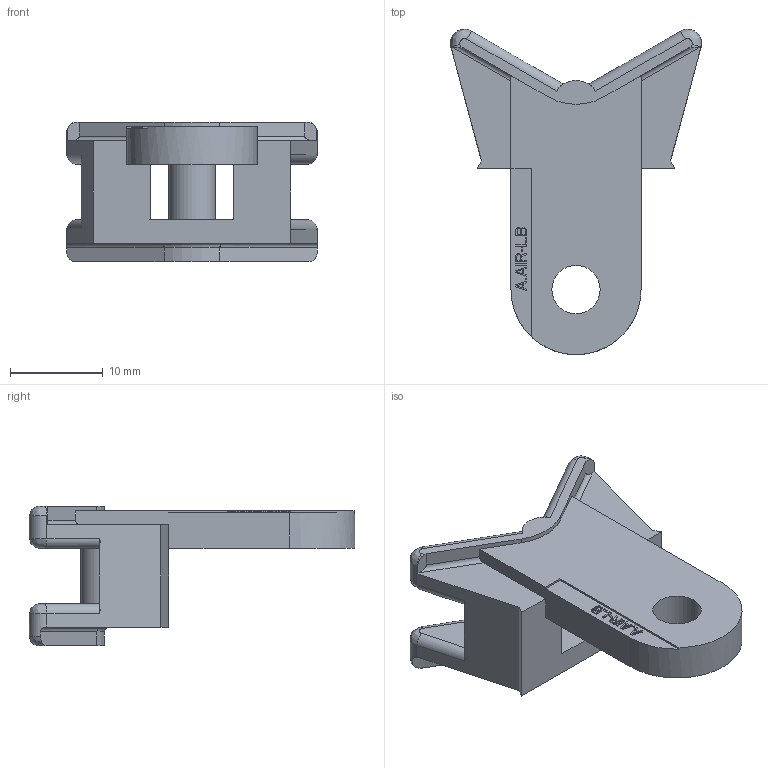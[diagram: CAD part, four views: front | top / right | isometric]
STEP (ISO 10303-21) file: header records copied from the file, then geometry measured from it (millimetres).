
FILE_DESCRIPTION((''),'2;1');
FILE_NAME('003261_130_59','2020-01-31T',('presta_be4'),(''),'CREO PARAMETRIC BY PTC INC, 2018360','CREO PARAMETRIC BY PTC INC, 2018360','');
FILE_SCHEMA(('CONFIG_CONTROL_DESIGN'));
Length unit declared in the file: millimetre
Products named in the file (1): 003261_130_59
Bounding box: 27 x 35 x 15 mm (x, y, z)
Volume: 3060 mm3; surface area: 2659.5 mm2
Topology: 1 solids, 1 shells, 566 faces, 1592 edges, 1056 vertices
Faces by surface type: plane 528, cylinder 29, bspline 8, torus 1
Entity records: 18177 total; most frequent: CARTESIAN_POINT 3515, ORIENTED_EDGE 3184, DIRECTION 2740, EDGE_CURVE 1592, VECTOR 1516, LINE 1516, VERTEX_POINT 1056, AXIS2_PLACEMENT_3D 612
